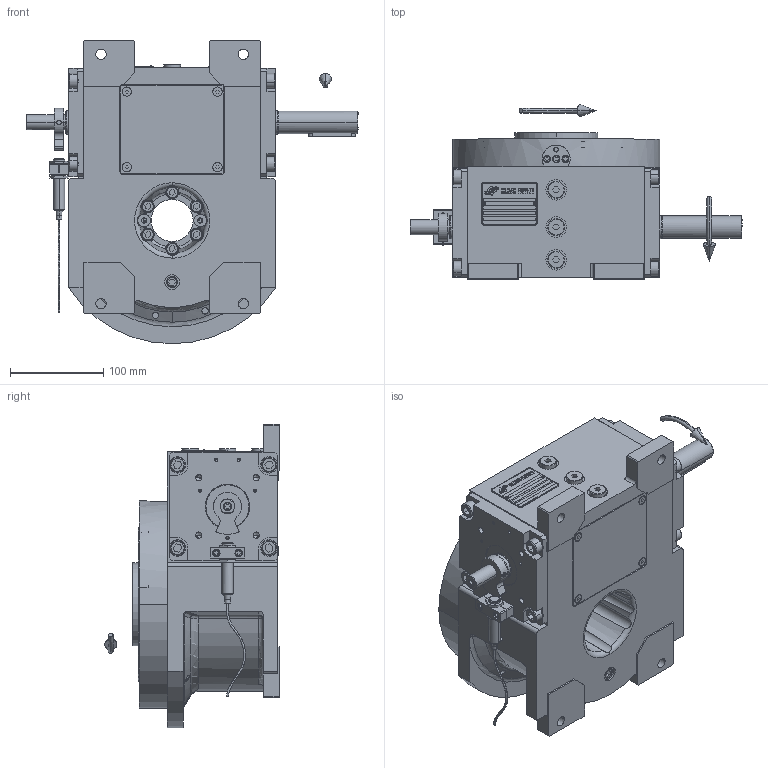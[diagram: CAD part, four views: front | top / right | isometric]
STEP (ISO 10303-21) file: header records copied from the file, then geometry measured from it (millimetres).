
FILE_DESCRIPTION (( 'STEP AP203' ), '1' );
FILE_NAME ('PC5002333.step', '2025-10-07T15:52:24', ( '' ), ( '' ), 'SwSTEP 2.0', 'SolidWorks 2020', '' );
FILE_SCHEMA (( 'CONFIG_CONTROL_DESIGN' ));
Length unit declared in the file: millimetre
Products named in the file (84): cfn2000_01_103; CFN2356_03_047.stp; cfn2276_01_074; AS_900_38_30_003; cfn2000_01_124; cfn2000_01_161; RIG06_021_AF0.stp; cfn2155_01_056; cfn2003_01_054; 900_38_11_019; cfn2000_01_126; cfn2158_01_011; cfn2128_19_002; cfn2115_02_165; rig06_004; cfn2128_04_004; AS_900_38_11_019; freccia_angolare; CFN2010_01_012.stp; rig06_071_08_m_asm.stp; PC5002333; AS_cfn2476_01_002_60x46; CFN2223_01-570X6-B.stp; rig06_017; cfn2205_01_013; CFN2104_02_017.stp; cfn2155_01_303; cfn2400_04_003; rig06_005_n_01; CFN2010_02_002.stp; olio_agip_blasia_150; cfn2158_01_010; cfn2151_01_290; cfn2107_01_001; cfn2151_01_090; AS_rig06_002_bl_001; AS_rig06_071_8_m; CFN2000_01_185.stp; rig06_016; AS_rig06_004_s_001 ...
Assembly tree (77 placements, depth 5):
  CFN2356_03_047.stp
  cfn2276_01_074
  cfn2115_02_165
  CFN2010_01_012.stp
  PC5002333
    rig06_001_a
    AS_cfn2476_01_002_60x46
      cfn2476_01_002_60x46
      cfn2107_01_001
      cfn2107_01_001
    AS_rig06_071_8_m
      rig06_071_08_m_asm.stp
        RIG06_005_ASM.stp
          RIG06_021_AF0.stp
          CFN2000_01_185.stp
          CFN2000_01_185.stp
          CFN2104_02_017.stp
        CFN2010_02_002.stp
      rig06_005_n_01
      rig06_003_8
      cfn2104_01_016  x2
      cfn2000_01_124
      cfn2000_01_124  x6
      cfn2000_01_124
      cfn2000_01_124
      cfn2000_01_124
      cfn2155_01_303
    AS_rig06_017
      rig06_017
      cfn2158_01_011
      cfn2000_01_126
      cfn2000_01_126
      cfn2000_01_126
      cfn2000_01_126
      cfn2000_01_126
      cfn2000_01_126
    AS_rig06_004_s_001
      rig06_004_s_001
      cfn2070_05_005
      cfn2000_01_103
      cfn2000_01_103
      cfn2000_01_103
      cfn2000_01_103
      cfn2155_01_056
    AS_rig06_004
      rig06_004
      cfn2070_05_005
      cfn2000_01_103
      cfn2000_01_103
      cfn2000_01_103
      cfn2000_01_103
      cfn2155_01_056
    AS_rig06_002_bl_001
      rig06_002_bl_001
      cfn2115_01_005
    cfn2128_04_004
    cfn2128_04_004
    cfn2128_04_004
    cfn2128_19_002
    AS_rig06_016
Bounding box: 355.5 x 187 x 325 mm (x, y, z)
Volume: 2335859.1 mm3; surface area: 771061.5 mm2
Topology: 67 solids, 69 shells, 2167 faces, 5361 edges, 3444 vertices
Faces by surface type: plane 1101, cylinder 699, cone 331, torus 22, bspline 8, sphere 6
Entity records: 74781 total; most frequent: CARTESIAN_POINT 17086, DIRECTION 10288, ORIENTED_EDGE 9922, EDGE_CURVE 4963, AXIS2_PLACEMENT_3D 3562, VERTEX_POINT 3239, VECTOR 3164, LINE 3164
